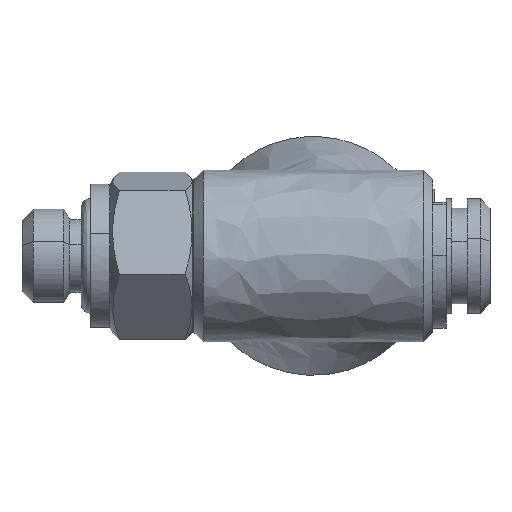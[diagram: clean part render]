
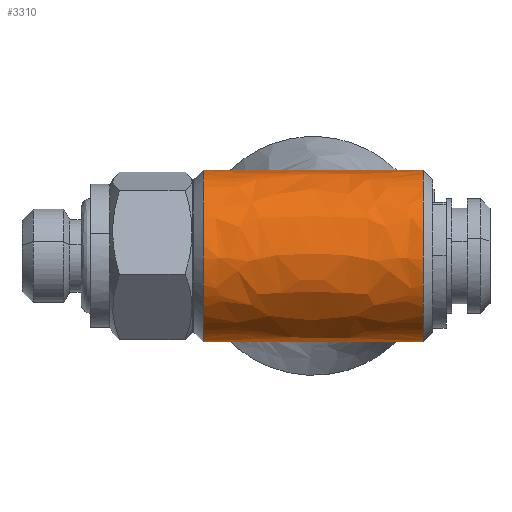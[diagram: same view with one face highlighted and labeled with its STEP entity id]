
A CAD part, left-side view. The second image highlights one B-rep face of the part: STEP entity #3310.
In plain terms, the highlighted free-form (B-spline) face has degree [1, 3] with [2, 4] control points.
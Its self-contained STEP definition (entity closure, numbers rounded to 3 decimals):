
#8 = EDGE_CURVE ( 'NONE', #4265, #5510, #4569, .T. ) ;
#11 = ORIENTED_EDGE ( 'NONE', *, *, #8, .F. ) ;
#84 = CARTESIAN_POINT ( 'NONE',  ( 0., 7.044, -4.5 ) ) ;
#88 = B_SPLINE_CURVE_WITH_KNOTS ( 'NONE', 1,
 ( #2423, #900 ),
 .UNSPECIFIED., .F., .F.,
 ( 2, 2 ),
 ( -1., 0. ),
 .UNSPECIFIED. ) ;
#141 = CARTESIAN_POINT ( 'NONE',  ( 0., 7.456, 4.5 ) ) ;
#185 = CARTESIAN_POINT ( 'NONE',  ( 0., 7.044, 4.5 ) ) ;
#227 = CARTESIAN_POINT ( 'NONE',  ( 0., 13., 4.5 ) ) ;
#591 = CARTESIAN_POINT ( 'NONE',  ( -9., 1.5, -4.5 ) ) ;
#635 = CARTESIAN_POINT ( 'NONE',  ( 0., 13., -4.5 ) ) ;
#698 = CARTESIAN_POINT ( 'NONE',  ( 0., 13., -4.5 ) ) ;
#851 = EDGE_CURVE ( 'NONE', #5510, #4774, #2561, .T. ) ;
#900 = CARTESIAN_POINT ( 'NONE',  ( 0., 7.044, -4.5 ) ) ;
#926 = EDGE_CURVE ( 'NONE', #4894, #4265, #3895, .T. ) ;
#990 = VERTEX_POINT ( 'NONE', #3454 ) ;
#1040 = ORIENTED_EDGE ( 'NONE', *, *, #926, .F. ) ;
#1250 = CARTESIAN_POINT ( 'NONE',  ( 0., 7.456, -4.5 ) ) ;
#1308 = CARTESIAN_POINT ( 'NONE',  ( -9., 13., 4.5 ) ) ;
#1655 = CARTESIAN_POINT ( 'NONE',  ( -9., 1.5, 4.5 ) ) ;
#1662 = ORIENTED_EDGE ( 'NONE', *, *, #4795, .F. ) ;
#1699 = CARTESIAN_POINT ( 'NONE',  ( 0., 7.319, 4.506 ) ) ;
#1815 = CARTESIAN_POINT ( 'NONE',  ( 0., 13., -4.5 ) ) ;
#1859 = CARTESIAN_POINT ( 'NONE',  ( 0., 7.181, 4.506 ) ) ;
#1867 = ORIENTED_EDGE ( 'NONE', *, *, #2737, .T. ) ;
#2105 = EDGE_CURVE ( 'NONE', #4774, #5614, #88, .T. ) ;
#2137 = CARTESIAN_POINT ( 'NONE',  ( 0., 13., 4.5 ) ) ;
#2149 = ORIENTED_EDGE ( 'NONE', *, *, #2447, .F. ) ;
#2423 = CARTESIAN_POINT ( 'NONE',  ( 0., 1.5, -4.5 ) ) ;
#2447 = EDGE_CURVE ( 'NONE', #2678, #990, #5239, .T. ) ;
#2459 = CARTESIAN_POINT ( 'NONE',  ( 0., 7.044, 4.5 ) ) ;
#2561 =( BOUNDED_CURVE ( )  B_SPLINE_CURVE ( 3, ( #4169, #1655, #6088, #5687 ),
 .UNSPECIFIED., .F., .T. ) 
 B_SPLINE_CURVE_WITH_KNOTS ( ( 4, 4 ),
 ( -3.142, 0. ),
 .UNSPECIFIED. ) 
 CURVE ( )  GEOMETRIC_REPRESENTATION_ITEM ( )  RATIONAL_B_SPLINE_CURVE ( ( 1., 0.333, 0.333, 1. ) ) 
 REPRESENTATION_ITEM ( '' )  );
#2629 = CARTESIAN_POINT ( 'NONE',  ( -9., 1.5, 4.5 ) ) ;
#2678 = VERTEX_POINT ( 'NONE', #1250 ) ;
#2679 = CARTESIAN_POINT ( 'NONE',  ( 0., 1.5, 4.5 ) ) ;
#2737 = EDGE_CURVE ( 'NONE', #6172, #990, #4729, .T. ) ;
#2936 = EDGE_LOOP ( 'NONE', ( #1867, #2149, #1662, #5098, #4177, #11, #1040, #3243 ) ) ;
#3243 = ORIENTED_EDGE ( 'NONE', *, *, #4254, .F. ) ;
#3310 = ADVANCED_FACE ( 'NONE', ( #5563 ), #3856, .F. ) ;
#3327 = CARTESIAN_POINT ( 'NONE',  ( -9., 13., -4.5 ) ) ;
#3373 = B_SPLINE_CURVE_WITH_KNOTS ( 'NONE', 1,
 ( #227, #141 ),
 .UNSPECIFIED., .F., .F.,
 ( 2, 2 ),
 ( -1., 0. ),
 .UNSPECIFIED. ) ;
#3454 = CARTESIAN_POINT ( 'NONE',  ( 0., 13., -4.5 ) ) ;
#3560 = CARTESIAN_POINT ( 'NONE',  ( 0., 7.456, -4.5 ) ) ;
#3583 = CARTESIAN_POINT ( 'NONE',  ( -9., 13., 4.5 ) ) ;
#3856 =( BOUNDED_SURFACE ( )  B_SPLINE_SURFACE ( 1, 3, ( 
 ( #2137, #3583, #5662, #635 ),
 ( #2679, #2629, #591, #5598 ) ),
 .UNSPECIFIED., .F., .F., .F. ) 
 B_SPLINE_SURFACE_WITH_KNOTS ( ( 2, 2 ),
 ( 4, 4 ),
 ( 0., 1. ),
 ( 0., 1. ),
 .UNSPECIFIED. ) 
 GEOMETRIC_REPRESENTATION_ITEM ( )  RATIONAL_B_SPLINE_SURFACE ( (
 ( 1., 0.333, 0.333, 1.),
 ( 1., 0.333, 0.333, 1.) ) ) 
 REPRESENTATION_ITEM ( '' )  SURFACE ( )  );
#3895 =( BOUNDED_CURVE ( )  B_SPLINE_CURVE ( 3, ( #6214, #1699, #1859, #4358 ),
 .UNSPECIFIED., .F., .T. ) 
 B_SPLINE_CURVE_WITH_KNOTS ( ( 4, 4 ),
 ( -1., 0. ),
 .UNSPECIFIED. ) 
 CURVE ( )  GEOMETRIC_REPRESENTATION_ITEM ( )  RATIONAL_B_SPLINE_CURVE ( ( 1., 0.999, 0.999, 1. ) ) 
 REPRESENTATION_ITEM ( '' )  );
#3994 = CARTESIAN_POINT ( 'NONE',  ( 0., 7.319, -4.506 ) ) ;
#4063 = CARTESIAN_POINT ( 'NONE',  ( 0., 7.181, -4.506 ) ) ;
#4169 = CARTESIAN_POINT ( 'NONE',  ( 0., 1.5, 4.5 ) ) ;
#4177 = ORIENTED_EDGE ( 'NONE', *, *, #851, .F. ) ;
#4254 = EDGE_CURVE ( 'NONE', #6172, #4894, #3373, .T. ) ;
#4265 = VERTEX_POINT ( 'NONE', #185 ) ;
#4339 = CARTESIAN_POINT ( 'NONE',  ( 0., 13., 4.5 ) ) ;
#4358 = CARTESIAN_POINT ( 'NONE',  ( 0., 7.044, 4.5 ) ) ;
#4376 = CARTESIAN_POINT ( 'NONE',  ( 0., 1.5, -4.5 ) ) ;
#4569 = B_SPLINE_CURVE_WITH_KNOTS ( 'NONE', 1,
 ( #2459, #6414 ),
 .UNSPECIFIED., .F., .F.,
 ( 2, 2 ),
 ( -1., 0. ),
 .UNSPECIFIED. ) ;
#4729 =( BOUNDED_CURVE ( )  B_SPLINE_CURVE ( 3, ( #4339, #1308, #3327, #1815 ),
 .UNSPECIFIED., .F., .T. ) 
 B_SPLINE_CURVE_WITH_KNOTS ( ( 4, 4 ),
 ( -3.142, 0. ),
 .UNSPECIFIED. ) 
 CURVE ( )  GEOMETRIC_REPRESENTATION_ITEM ( )  RATIONAL_B_SPLINE_CURVE ( ( 1., 0.333, 0.333, 1. ) ) 
 REPRESENTATION_ITEM ( '' )  );
#4762 = CARTESIAN_POINT ( 'NONE',  ( 0., 7.456, 4.5 ) ) ;
#4772 = CARTESIAN_POINT ( 'NONE',  ( 0., 13., 4.5 ) ) ;
#4774 = VERTEX_POINT ( 'NONE', #4376 ) ;
#4795 = EDGE_CURVE ( 'NONE', #5614, #2678, #6021, .T. ) ;
#4894 = VERTEX_POINT ( 'NONE', #4762 ) ;
#5098 = ORIENTED_EDGE ( 'NONE', *, *, #2105, .F. ) ;
#5239 = B_SPLINE_CURVE_WITH_KNOTS ( 'NONE', 1,
 ( #5306, #698 ),
 .UNSPECIFIED., .F., .F.,
 ( 2, 2 ),
 ( -1., 0. ),
 .UNSPECIFIED. ) ;
#5306 = CARTESIAN_POINT ( 'NONE',  ( 0., 7.456, -4.5 ) ) ;
#5510 = VERTEX_POINT ( 'NONE', #5956 ) ;
#5563 = FACE_OUTER_BOUND ( 'NONE', #2936, .T. ) ;
#5577 = CARTESIAN_POINT ( 'NONE',  ( 0., 7.044, -4.5 ) ) ;
#5598 = CARTESIAN_POINT ( 'NONE',  ( 0., 1.5, -4.5 ) ) ;
#5614 = VERTEX_POINT ( 'NONE', #5577 ) ;
#5662 = CARTESIAN_POINT ( 'NONE',  ( -9., 13., -4.5 ) ) ;
#5687 = CARTESIAN_POINT ( 'NONE',  ( 0., 1.5, -4.5 ) ) ;
#5956 = CARTESIAN_POINT ( 'NONE',  ( 0., 1.5, 4.5 ) ) ;
#6021 =( BOUNDED_CURVE ( )  B_SPLINE_CURVE ( 3, ( #84, #4063, #3994, #3560 ),
 .UNSPECIFIED., .F., .T. ) 
 B_SPLINE_CURVE_WITH_KNOTS ( ( 4, 4 ),
 ( -1., 0. ),
 .UNSPECIFIED. ) 
 CURVE ( )  GEOMETRIC_REPRESENTATION_ITEM ( )  RATIONAL_B_SPLINE_CURVE ( ( 1., 0.999, 0.999, 1. ) ) 
 REPRESENTATION_ITEM ( '' )  );
#6088 = CARTESIAN_POINT ( 'NONE',  ( -9., 1.5, -4.5 ) ) ;
#6172 = VERTEX_POINT ( 'NONE', #4772 ) ;
#6214 = CARTESIAN_POINT ( 'NONE',  ( 0., 7.456, 4.5 ) ) ;
#6414 = CARTESIAN_POINT ( 'NONE',  ( 0., 1.5, 4.5 ) ) ;
